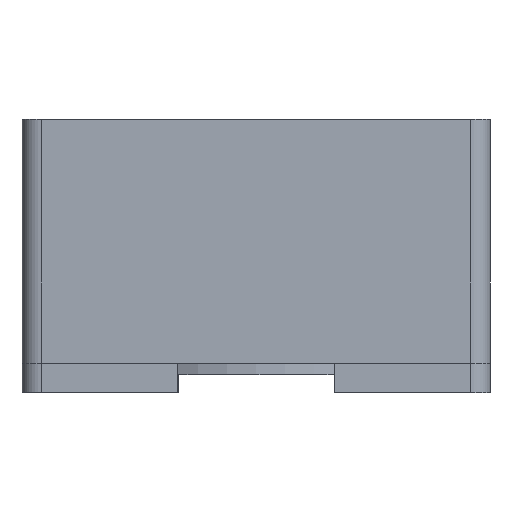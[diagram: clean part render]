
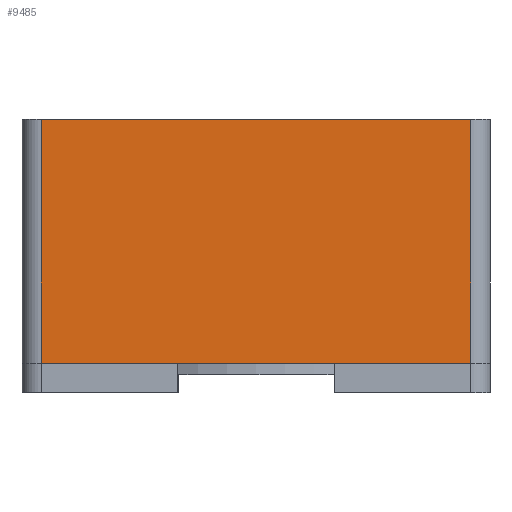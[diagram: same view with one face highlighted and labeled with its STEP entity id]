
A CAD part, left-side view. The second image highlights one B-rep face of the part: STEP entity #9485.
In plain terms, the highlighted planar face has unit normal (-1, 0, 0).
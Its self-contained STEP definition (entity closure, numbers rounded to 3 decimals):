
#9175 = PLANE('',#9176);
#9176 = AXIS2_PLACEMENT_3D('',#9177,#9178,#9179);
#9177 = CARTESIAN_POINT('',(2.4,-2.4,0.3));
#9178 = DIRECTION('',(0.,0.,1.));
#9179 = DIRECTION('',(0.,1.,0.));
#9232 = PLANE('',#9233);
#9233 = AXIS2_PLACEMENT_3D('',#9234,#9235,#9236);
#9234 = CARTESIAN_POINT('',(2.4,-2.4,2.8));
#9235 = DIRECTION('',(0.,0.,1.));
#9236 = DIRECTION('',(0.,1.,0.));
#9385 = VERTEX_POINT('',#9386);
#9386 = CARTESIAN_POINT('',(-2.4,2.2,0.3));
#9394 = CYLINDRICAL_SURFACE('',#9395,0.2);
#9395 = AXIS2_PLACEMENT_3D('',#9396,#9397,#9398);
#9396 = CARTESIAN_POINT('',(-2.2,2.2,0.3));
#9397 = DIRECTION('',(0.,-0.,-1.));
#9398 = DIRECTION('',(0.,1.,0.));
#9413 = EDGE_CURVE('',#9385,#9414,#9416,.T.);
#9414 = VERTEX_POINT('',#9415);
#9415 = CARTESIAN_POINT('',(-2.4,2.2,2.8));
#9416 = SURFACE_CURVE('',#9417,(#9421,#9428),.PCURVE_S1.);
#9417 = LINE('',#9418,#9419);
#9418 = CARTESIAN_POINT('',(-2.4,2.2,0.3));
#9419 = VECTOR('',#9420,1.);
#9420 = DIRECTION('',(0.,0.,1.));
#9421 = PCURVE('',#9394,#9422);
#9422 = DEFINITIONAL_REPRESENTATION('',(#9423),#9427);
#9423 = LINE('',#9424,#9425);
#9424 = CARTESIAN_POINT('',(4.712,0.));
#9425 = VECTOR('',#9426,1.);
#9426 = DIRECTION('',(0.,-1.));
#9427 = ( GEOMETRIC_REPRESENTATION_CONTEXT(2) 
PARAMETRIC_REPRESENTATION_CONTEXT() REPRESENTATION_CONTEXT('2D SPACE',''
  ) );
#9428 = PCURVE('',#9429,#9434);
#9429 = PLANE('',#9430);
#9430 = AXIS2_PLACEMENT_3D('',#9431,#9432,#9433);
#9431 = CARTESIAN_POINT('',(-2.4,2.4,0.3));
#9432 = DIRECTION('',(-1.,0.,0.));
#9433 = DIRECTION('',(0.,-1.,0.));
#9434 = DEFINITIONAL_REPRESENTATION('',(#9435),#9439);
#9435 = LINE('',#9436,#9437);
#9436 = CARTESIAN_POINT('',(0.2,0.));
#9437 = VECTOR('',#9438,1.);
#9438 = DIRECTION('',(0.,1.));
#9439 = ( GEOMETRIC_REPRESENTATION_CONTEXT(2) 
PARAMETRIC_REPRESENTATION_CONTEXT() REPRESENTATION_CONTEXT('2D SPACE',''
  ) );
#9485 = ADVANCED_FACE('',(#9486),#9429,.T.);
#9486 = FACE_BOUND('',#9487,.T.);
#9487 = EDGE_LOOP('',(#9488,#9511,#9539,#9560));
#9488 = ORIENTED_EDGE('',*,*,#9489,.T.);
#9489 = EDGE_CURVE('',#9385,#9490,#9492,.T.);
#9490 = VERTEX_POINT('',#9491);
#9491 = CARTESIAN_POINT('',(-2.4,-2.2,0.3));
#9492 = SURFACE_CURVE('',#9493,(#9497,#9504),.PCURVE_S1.);
#9493 = LINE('',#9494,#9495);
#9494 = CARTESIAN_POINT('',(-2.4,2.4,0.3));
#9495 = VECTOR('',#9496,1.);
#9496 = DIRECTION('',(0.,-1.,0.));
#9497 = PCURVE('',#9429,#9498);
#9498 = DEFINITIONAL_REPRESENTATION('',(#9499),#9503);
#9499 = LINE('',#9500,#9501);
#9500 = CARTESIAN_POINT('',(0.,0.));
#9501 = VECTOR('',#9502,1.);
#9502 = DIRECTION('',(1.,0.));
#9503 = ( GEOMETRIC_REPRESENTATION_CONTEXT(2) 
PARAMETRIC_REPRESENTATION_CONTEXT() REPRESENTATION_CONTEXT('2D SPACE',''
  ) );
#9504 = PCURVE('',#9175,#9505);
#9505 = DEFINITIONAL_REPRESENTATION('',(#9506),#9510);
#9506 = LINE('',#9507,#9508);
#9507 = CARTESIAN_POINT('',(4.8,4.8));
#9508 = VECTOR('',#9509,1.);
#9509 = DIRECTION('',(-1.,0.));
#9510 = ( GEOMETRIC_REPRESENTATION_CONTEXT(2) 
PARAMETRIC_REPRESENTATION_CONTEXT() REPRESENTATION_CONTEXT('2D SPACE',''
  ) );
#9511 = ORIENTED_EDGE('',*,*,#9512,.T.);
#9512 = EDGE_CURVE('',#9490,#9513,#9515,.T.);
#9513 = VERTEX_POINT('',#9514);
#9514 = CARTESIAN_POINT('',(-2.4,-2.2,2.8));
#9515 = SURFACE_CURVE('',#9516,(#9520,#9527),.PCURVE_S1.);
#9516 = LINE('',#9517,#9518);
#9517 = CARTESIAN_POINT('',(-2.4,-2.2,0.3));
#9518 = VECTOR('',#9519,1.);
#9519 = DIRECTION('',(0.,0.,1.));
#9520 = PCURVE('',#9429,#9521);
#9521 = DEFINITIONAL_REPRESENTATION('',(#9522),#9526);
#9522 = LINE('',#9523,#9524);
#9523 = CARTESIAN_POINT('',(4.6,0.));
#9524 = VECTOR('',#9525,1.);
#9525 = DIRECTION('',(0.,1.));
#9526 = ( GEOMETRIC_REPRESENTATION_CONTEXT(2) 
PARAMETRIC_REPRESENTATION_CONTEXT() REPRESENTATION_CONTEXT('2D SPACE',''
  ) );
#9527 = PCURVE('',#9528,#9533);
#9528 = CYLINDRICAL_SURFACE('',#9529,0.2);
#9529 = AXIS2_PLACEMENT_3D('',#9530,#9531,#9532);
#9530 = CARTESIAN_POINT('',(-2.2,-2.2,0.3));
#9531 = DIRECTION('',(0.,-0.,-1.));
#9532 = DIRECTION('',(0.,1.,0.));
#9533 = DEFINITIONAL_REPRESENTATION('',(#9534),#9538);
#9534 = LINE('',#9535,#9536);
#9535 = CARTESIAN_POINT('',(4.712,0.));
#9536 = VECTOR('',#9537,1.);
#9537 = DIRECTION('',(0.,-1.));
#9538 = ( GEOMETRIC_REPRESENTATION_CONTEXT(2) 
PARAMETRIC_REPRESENTATION_CONTEXT() REPRESENTATION_CONTEXT('2D SPACE',''
  ) );
#9539 = ORIENTED_EDGE('',*,*,#9540,.F.);
#9540 = EDGE_CURVE('',#9414,#9513,#9541,.T.);
#9541 = SURFACE_CURVE('',#9542,(#9546,#9553),.PCURVE_S1.);
#9542 = LINE('',#9543,#9544);
#9543 = CARTESIAN_POINT('',(-2.4,2.4,2.8));
#9544 = VECTOR('',#9545,1.);
#9545 = DIRECTION('',(0.,-1.,0.));
#9546 = PCURVE('',#9429,#9547);
#9547 = DEFINITIONAL_REPRESENTATION('',(#9548),#9552);
#9548 = LINE('',#9549,#9550);
#9549 = CARTESIAN_POINT('',(0.,2.5));
#9550 = VECTOR('',#9551,1.);
#9551 = DIRECTION('',(1.,0.));
#9552 = ( GEOMETRIC_REPRESENTATION_CONTEXT(2) 
PARAMETRIC_REPRESENTATION_CONTEXT() REPRESENTATION_CONTEXT('2D SPACE',''
  ) );
#9553 = PCURVE('',#9232,#9554);
#9554 = DEFINITIONAL_REPRESENTATION('',(#9555),#9559);
#9555 = LINE('',#9556,#9557);
#9556 = CARTESIAN_POINT('',(4.8,4.8));
#9557 = VECTOR('',#9558,1.);
#9558 = DIRECTION('',(-1.,0.));
#9559 = ( GEOMETRIC_REPRESENTATION_CONTEXT(2) 
PARAMETRIC_REPRESENTATION_CONTEXT() REPRESENTATION_CONTEXT('2D SPACE',''
  ) );
#9560 = ORIENTED_EDGE('',*,*,#9413,.F.);
